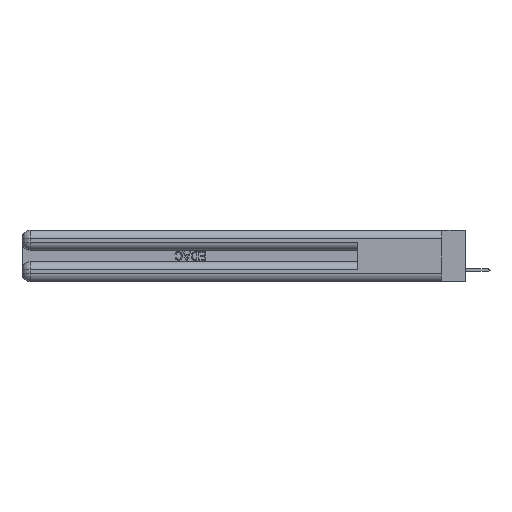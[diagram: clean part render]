
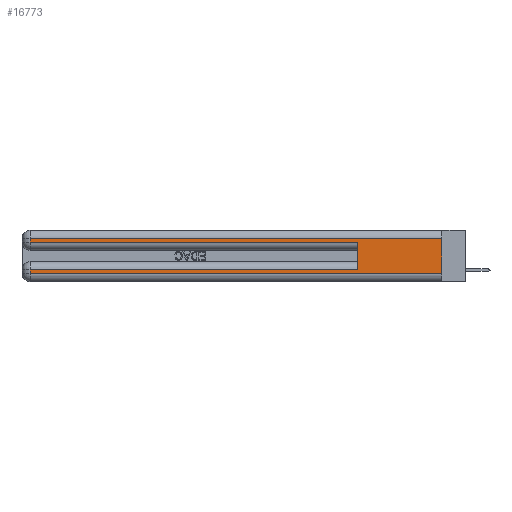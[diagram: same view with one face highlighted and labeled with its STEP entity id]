
A CAD part, left-side view. The second image highlights one B-rep face of the part: STEP entity #16773.
In plain terms, the highlighted planar face has unit normal (-1, 0, 0).
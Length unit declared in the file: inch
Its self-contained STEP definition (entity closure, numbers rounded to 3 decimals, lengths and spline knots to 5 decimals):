
#493 = CARTESIAN_POINT ( 'NONE',  ( 0., 0., 0.31 ) ) ;
#989 = DIRECTION ( 'NONE',  ( 0., 1., 0. ) ) ;
#2401 = CARTESIAN_POINT ( 'NONE',  ( 0., 2.94, 0.37 ) ) ;
#3715 = CARTESIAN_POINT ( 'NONE',  ( 0., 0.6, 0.145 ) ) ;
#3849 = CARTESIAN_POINT ( 'NONE',  ( 0., 0., 0.085 ) ) ;
#5332 = CARTESIAN_POINT ( 'NONE',  ( 0., 2.94, 0.285 ) ) ;
#5887 = LINE ( 'NONE', #3849, #40868 ) ;
#5893 = EDGE_CURVE ( 'NONE', #30244, #10325, #46498, .T. ) ;
#6347 = ORIENTED_EDGE ( 'NONE', *, *, #45047, .T. ) ;
#6810 = CARTESIAN_POINT ( 'NONE',  ( 0., 0., 0.37 ) ) ;
#6874 = PLANE ( 'NONE',  #38034 ) ;
#7747 = CARTESIAN_POINT ( 'NONE',  ( 0., 2.94, 0.06 ) ) ;
#7980 = EDGE_CURVE ( 'NONE', #23829, #10325, #36202, .T. ) ;
#8036 = LINE ( 'NONE', #43623, #39595 ) ;
#8153 = ORIENTED_EDGE ( 'NONE', *, *, #37780, .T. ) ;
#8952 = EDGE_CURVE ( 'NONE', #13529, #22273, #8036, .T. ) ;
#9361 = CARTESIAN_POINT ( 'NONE',  ( 0., 2.94, 0.31 ) ) ;
#10325 = VERTEX_POINT ( 'NONE', #36963 ) ;
#12144 = CARTESIAN_POINT ( 'NONE',  ( 0., 0., 0.31 ) ) ;
#12513 = EDGE_CURVE ( 'NONE', #36816, #13529, #31239, .T. ) ;
#13158 = EDGE_CURVE ( 'NONE', #44421, #22273, #33901, .T. ) ;
#13529 = VERTEX_POINT ( 'NONE', #5332 ) ;
#13795 = EDGE_LOOP ( 'NONE', ( #23360, #6347, #45164, #47123, #46749, #20520, #8153, #25521 ) ) ;
#14084 = DIRECTION ( 'NONE',  ( 1., 0., 0. ) ) ;
#14202 = VECTOR ( 'NONE', #989, 39.37008 ) ;
#16773 = ADVANCED_FACE ( 'NONE', ( #34730 ), #6874, .F. ) ;
#17897 = VECTOR ( 'NONE', #23072, 39.37008 ) ;
#20520 = ORIENTED_EDGE ( 'NONE', *, *, #32028, .T. ) ;
#22273 = VERTEX_POINT ( 'NONE', #26541 ) ;
#22428 = VECTOR ( 'NONE', #25566, 39.37008 ) ;
#22586 = DIRECTION ( 'NONE',  ( 0., 1., 0. ) ) ;
#23072 = DIRECTION ( 'NONE',  ( 0., -1., 0. ) ) ;
#23341 = LINE ( 'NONE', #26761, #32550 ) ;
#23360 = ORIENTED_EDGE ( 'NONE', *, *, #5893, .F. ) ;
#23829 = VERTEX_POINT ( 'NONE', #7747 ) ;
#23962 = LINE ( 'NONE', #493, #14202 ) ;
#25521 = ORIENTED_EDGE ( 'NONE', *, *, #7980, .T. ) ;
#25566 = DIRECTION ( 'NONE',  ( 0., 0., -1. ) ) ;
#26541 = CARTESIAN_POINT ( 'NONE',  ( 0., 0.6, 0.285 ) ) ;
#26599 = CARTESIAN_POINT ( 'NONE',  ( 0., 0., 0.06 ) ) ;
#26761 = CARTESIAN_POINT ( 'NONE',  ( 0., 2.94, 0.37 ) ) ;
#28200 = DIRECTION ( 'NONE',  ( 0., 0., -1. ) ) ;
#30244 = VERTEX_POINT ( 'NONE', #12144 ) ;
#31239 = LINE ( 'NONE', #2401, #42101 ) ;
#31477 = CARTESIAN_POINT ( 'NONE',  ( 0., 2.94, 0.085 ) ) ;
#32028 = EDGE_CURVE ( 'NONE', #44421, #35512, #5887, .T. ) ;
#32195 = VECTOR ( 'NONE', #47304, 39.37008 ) ;
#32550 = VECTOR ( 'NONE', #35090, 39.37008 ) ;
#33344 = DIRECTION ( 'NONE',  ( 0., 0., -1. ) ) ;
#33901 = LINE ( 'NONE', #3715, #32195 ) ;
#34730 = FACE_OUTER_BOUND ( 'NONE', #13795, .T. ) ;
#35090 = DIRECTION ( 'NONE',  ( 0., 0., -1. ) ) ;
#35512 = VERTEX_POINT ( 'NONE', #31477 ) ;
#36202 = LINE ( 'NONE', #26599, #17897 ) ;
#36226 = CARTESIAN_POINT ( 'NONE',  ( 0., 0., 0.37 ) ) ;
#36816 = VERTEX_POINT ( 'NONE', #9361 ) ;
#36963 = CARTESIAN_POINT ( 'NONE',  ( 0., 0., 0.06 ) ) ;
#37780 = EDGE_CURVE ( 'NONE', #35512, #23829, #23341, .T. ) ;
#38034 = AXIS2_PLACEMENT_3D ( 'NONE', #36226, #14084, #33344 ) ;
#39595 = VECTOR ( 'NONE', #40115, 39.37008 ) ;
#39839 = CARTESIAN_POINT ( 'NONE',  ( 0., 0.6, 0.085 ) ) ;
#40115 = DIRECTION ( 'NONE',  ( 0., -1., 0. ) ) ;
#40868 = VECTOR ( 'NONE', #22586, 39.37008 ) ;
#42101 = VECTOR ( 'NONE', #28200, 39.37008 ) ;
#43623 = CARTESIAN_POINT ( 'NONE',  ( 0., 0., 0.285 ) ) ;
#44421 = VERTEX_POINT ( 'NONE', #39839 ) ;
#45047 = EDGE_CURVE ( 'NONE', #30244, #36816, #23962, .T. ) ;
#45164 = ORIENTED_EDGE ( 'NONE', *, *, #12513, .T. ) ;
#46498 = LINE ( 'NONE', #6810, #22428 ) ;
#46749 = ORIENTED_EDGE ( 'NONE', *, *, #13158, .F. ) ;
#47123 = ORIENTED_EDGE ( 'NONE', *, *, #8952, .T. ) ;
#47304 = DIRECTION ( 'NONE',  ( 0., 0., 1. ) ) ;
